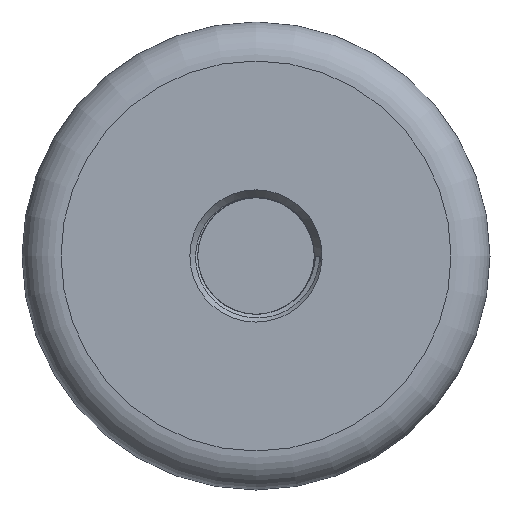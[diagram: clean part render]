
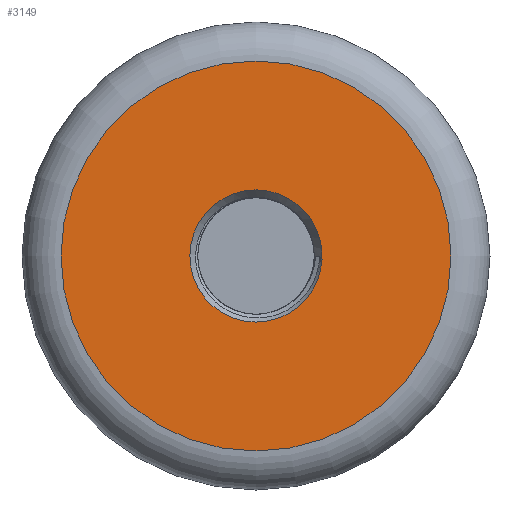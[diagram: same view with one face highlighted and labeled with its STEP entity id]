
A CAD part, front view. The second image highlights one B-rep face of the part: STEP entity #3149.
In plain terms, the highlighted planar face has unit normal (0, -1, 0).
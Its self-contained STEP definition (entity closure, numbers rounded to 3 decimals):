
#3 = EDGE_CURVE ( 'NONE', #2740, #2740, #494, .T. ) ;
#258 = FACE_OUTER_BOUND ( 'NONE', #1680, .T. ) ;
#319 = CARTESIAN_POINT ( 'NONE',  ( 0., 0., 0. ) ) ;
#372 = ORIENTED_EDGE ( 'NONE', *, *, #3, .T. ) ;
#494 = CIRCLE ( 'NONE', #2506, 25. ) ;
#638 = DIRECTION ( 'NONE',  ( 0., 1., 0. ) ) ;
#767 = DIRECTION ( 'NONE',  ( 0., 0., 1. ) ) ;
#916 = CARTESIAN_POINT ( 'NONE',  ( 0., 0., 0. ) ) ;
#1005 = DIRECTION ( 'NONE',  ( 0., 1., 0. ) ) ;
#1084 = DIRECTION ( 'NONE',  ( 0., -1., 0. ) ) ;
#1152 = DIRECTION ( 'NONE',  ( 0., 0., 1. ) ) ;
#1330 = CARTESIAN_POINT ( 'NONE',  ( 0., 0., 0. ) ) ;
#1344 = FACE_BOUND ( 'NONE', #1505, .T. ) ;
#1505 = EDGE_LOOP ( 'NONE', ( #2003 ) ) ;
#1617 = CARTESIAN_POINT ( 'NONE',  ( 0., 0., 25. ) ) ;
#1680 = EDGE_LOOP ( 'NONE', ( #372 ) ) ;
#1699 = AXIS2_PLACEMENT_3D ( 'NONE', #1330, #1005, #767 ) ;
#2001 = EDGE_CURVE ( 'NONE', #2398, #2398, #2998, .T. ) ;
#2003 = ORIENTED_EDGE ( 'NONE', *, *, #2001, .T. ) ;
#2077 = PLANE ( 'NONE',  #1699 ) ;
#2222 = CARTESIAN_POINT ( 'NONE',  ( 0., 0., 8.475 ) ) ;
#2398 = VERTEX_POINT ( 'NONE', #2222 ) ;
#2506 = AXIS2_PLACEMENT_3D ( 'NONE', #319, #1084, #3140 ) ;
#2740 = VERTEX_POINT ( 'NONE', #1617 ) ;
#2998 = CIRCLE ( 'NONE', #3106, 8.475 ) ;
#3106 = AXIS2_PLACEMENT_3D ( 'NONE', #916, #638, #1152 ) ;
#3140 = DIRECTION ( 'NONE',  ( 0., 0., 1. ) ) ;
#3149 = ADVANCED_FACE ( 'NONE', ( #1344, #258 ), #2077, .F. ) ;
